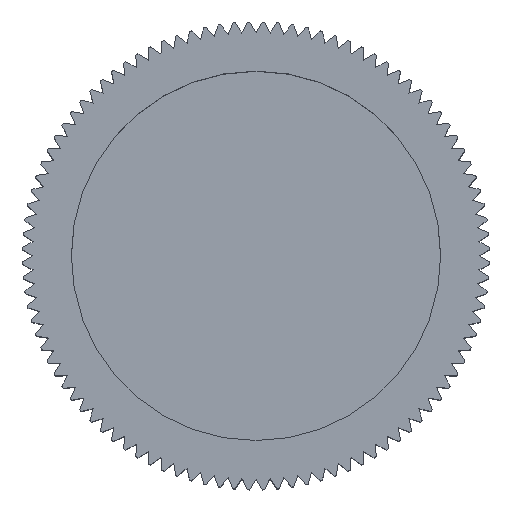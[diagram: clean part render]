
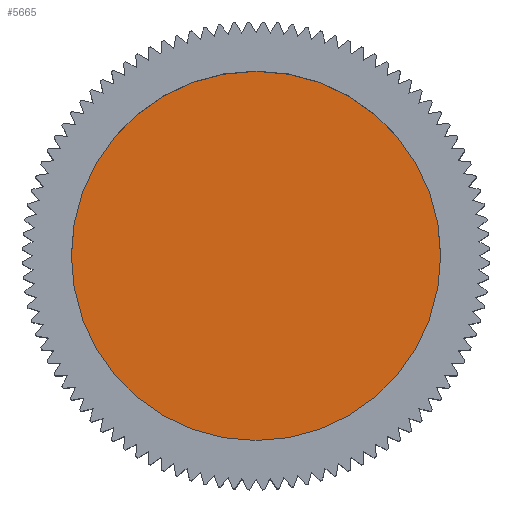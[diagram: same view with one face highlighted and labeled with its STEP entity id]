
A CAD part, top view. The second image highlights one B-rep face of the part: STEP entity #5665.
In plain terms, the highlighted planar face has unit normal (0, 0, 1).
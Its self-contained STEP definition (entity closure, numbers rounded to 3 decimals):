
#3143=VERTEX_POINT('',#7034);
#3487=EDGE_CURVE('',#5601,#3143,#7411,.T.);
#4157=EDGE_CURVE('',#3143,#5601,#8140,.T.);
#5601=VERTEX_POINT('',#9713);
#5665=ADVANCED_FACE('',(#9779),#9780,.F.);
#7034=CARTESIAN_POINT('',(-7.5,0.,9.0));
#7411=CIRCLE('',#12910,7.5);
#8140=CIRCLE('',#14242,7.5);
#9713=CARTESIAN_POINT('',(7.5,0.0,9.0));
#9779=FACE_OUTER_BOUND('',#17114,.T.);
#9780=PLANE('',#17115);
#12910=AXIS2_PLACEMENT_3D('',#19012,#19013,#19014);
#14242=AXIS2_PLACEMENT_3D('',#19667,#19668,#19669);
#17114=EDGE_LOOP('',(#21503,#21504));
#17115=AXIS2_PLACEMENT_3D('',#21505,#21506,#21507);
#19012=CARTESIAN_POINT('',(0.0,0.0,9.0));
#19013=DIRECTION('',(0.0,0.0,-1.0));
#19014=DIRECTION('',(1.0,0.0,0.0));
#19667=CARTESIAN_POINT('',(0.0,0.0,9.0));
#19668=DIRECTION('',(0.0,0.0,-1.0));
#19669=DIRECTION('',(1.0,0.0,0.0));
#21503=ORIENTED_EDGE('',*,*,#3487,.F.);
#21504=ORIENTED_EDGE('',*,*,#4157,.F.);
#21505=CARTESIAN_POINT('',(0.0,0.0,9.0));
#21506=DIRECTION('',(0.0,0.0,-1.0));
#21507=DIRECTION('',(-1.0,0.0,0.0));
